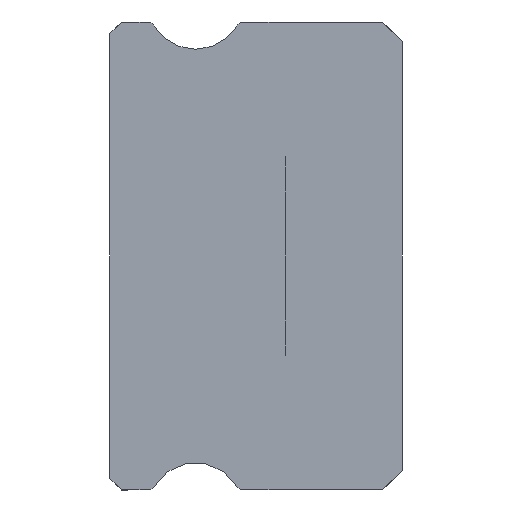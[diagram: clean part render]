
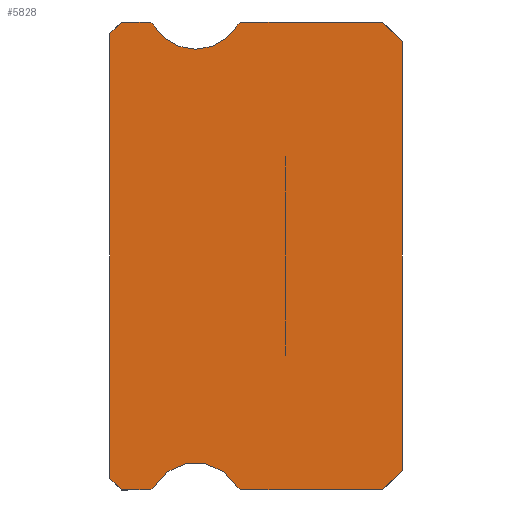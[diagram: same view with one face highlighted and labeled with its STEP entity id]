
A CAD part, left-side view. The second image highlights one B-rep face of the part: STEP entity #5828.
In plain terms, the highlighted planar face has unit normal (-1, 0, 0).
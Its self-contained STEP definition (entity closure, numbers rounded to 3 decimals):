
#64 = VERTEX_POINT ( 'NONE', #8510 ) ;
#66 = CARTESIAN_POINT ( 'NONE',  ( -7.5, 7.2, -6. ) ) ;
#111 = AXIS2_PLACEMENT_3D ( 'NONE', #9483, #2174, #8685 ) ;
#114 = LINE ( 'NONE', #5776, #2380 ) ;
#156 = ORIENTED_EDGE ( 'NONE', *, *, #2948, .F. ) ;
#240 = DIRECTION ( 'NONE',  ( 0., -1., 0. ) ) ;
#242 = CIRCLE ( 'NONE', #5025, 0.15 ) ;
#480 = VERTEX_POINT ( 'NONE', #66 ) ;
#487 = AXIS2_PLACEMENT_3D ( 'NONE', #3516, #6759, #6909 ) ;
#573 = VERTEX_POINT ( 'NONE', #9577 ) ;
#638 = ORIENTED_EDGE ( 'NONE', *, *, #5178, .F. ) ;
#691 = CIRCLE ( 'NONE', #7869, 1.25 ) ;
#914 = LINE ( 'NONE', #4162, #9540 ) ;
#927 = ORIENTED_EDGE ( 'NONE', *, *, #9015, .F. ) ;
#955 = CARTESIAN_POINT ( 'NONE',  ( -7.5, 6.512, 6. ) ) ;
#988 = ORIENTED_EDGE ( 'NONE', *, *, #1397, .T. ) ;
#995 = AXIS2_PLACEMENT_3D ( 'NONE', #8795, #9656, #5526 ) ;
#1144 = CARTESIAN_POINT ( 'NONE',  ( -7.5, 4.217, -5.925 ) ) ;
#1397 = EDGE_CURVE ( 'NONE', #10146, #3241, #2011, .T. ) ;
#1455 = DIRECTION ( 'NONE',  ( 0., -1., 0. ) ) ;
#1735 = ORIENTED_EDGE ( 'NONE', *, *, #5285, .F. ) ;
#1742 = ORIENTED_EDGE ( 'NONE', *, *, #4081, .F. ) ;
#1808 = LINE ( 'NONE', #955, #3688 ) ;
#1823 = VERTEX_POINT ( 'NONE', #2198 ) ;
#1881 = DIRECTION ( 'NONE',  ( 0., 0., 1. ) ) ;
#2011 = LINE ( 'NONE', #8577, #3645 ) ;
#2013 = PLANE ( 'NONE',  #8445 ) ;
#2071 = DIRECTION ( 'NONE',  ( 0., 0., -1. ) ) ;
#2174 = DIRECTION ( 'NONE',  ( 1., 0., 0. ) ) ;
#2198 = CARTESIAN_POINT ( 'NONE',  ( -7.5, 6.512, -6. ) ) ;
#2344 = VERTEX_POINT ( 'NONE', #9754 ) ;
#2380 = VECTOR ( 'NONE', #9095, 1000. ) ;
#2449 = EDGE_CURVE ( 'NONE', #10146, #3780, #9979, .T. ) ;
#2465 = ORIENTED_EDGE ( 'NONE', *, *, #8489, .F. ) ;
#2496 = VERTEX_POINT ( 'NONE', #1144 ) ;
#2498 = CARTESIAN_POINT ( 'NONE',  ( -7.5, 7.2, 6. ) ) ;
#2576 = CIRCLE ( 'NONE', #6652, 0.15 ) ;
#2600 = CARTESIAN_POINT ( 'NONE',  ( -7.5, 4.088, 6. ) ) ;
#2606 = CARTESIAN_POINT ( 'NONE',  ( -7.5, 0., -5.5 ) ) ;
#2859 = CARTESIAN_POINT ( 'NONE',  ( -7.5, 5.3, 6.55 ) ) ;
#2872 = DIRECTION ( 'NONE',  ( 0., -0.707, -0.707 ) ) ;
#2948 = EDGE_CURVE ( 'NONE', #9364, #5719, #3399, .T. ) ;
#2993 = CARTESIAN_POINT ( 'NONE',  ( -7.5, 5.3, 5.3 ) ) ;
#3019 = DIRECTION ( 'NONE',  ( 0., 1., 0. ) ) ;
#3033 = VECTOR ( 'NONE', #9163, 1000. ) ;
#3241 = VERTEX_POINT ( 'NONE', #7986 ) ;
#3399 = CIRCLE ( 'NONE', #995, 1.25 ) ;
#3416 = ORIENTED_EDGE ( 'NONE', *, *, #4652, .T. ) ;
#3516 = CARTESIAN_POINT ( 'NONE',  ( -7.5, 4.088, 5.85 ) ) ;
#3525 = DIRECTION ( 'NONE',  ( 0., 0., -1. ) ) ;
#3576 = CARTESIAN_POINT ( 'NONE',  ( -7.5, 7.2, -6. ) ) ;
#3645 = VECTOR ( 'NONE', #3661, 1000. ) ;
#3661 = DIRECTION ( 'NONE',  ( 0., 0., 1. ) ) ;
#3688 = VECTOR ( 'NONE', #240, 1000. ) ;
#3721 = LINE ( 'NONE', #5959, #8265 ) ;
#3780 = VERTEX_POINT ( 'NONE', #6176 ) ;
#3887 = EDGE_CURVE ( 'NONE', #9103, #8834, #1808, .T. ) ;
#3988 = ORIENTED_EDGE ( 'NONE', *, *, #8072, .F. ) ;
#4081 = EDGE_CURVE ( 'NONE', #573, #1823, #9849, .T. ) ;
#4162 = CARTESIAN_POINT ( 'NONE',  ( -7.5, 7.5, 5.7 ) ) ;
#4194 = DIRECTION ( 'NONE',  ( 0., 0., -1. ) ) ;
#4305 = CARTESIAN_POINT ( 'NONE',  ( -7.5, 4.088, -5.85 ) ) ;
#4436 = ORIENTED_EDGE ( 'NONE', *, *, #2449, .F. ) ;
#4518 = LINE ( 'NONE', #6166, #8476 ) ;
#4560 = CARTESIAN_POINT ( 'NONE',  ( -7.5, 4.088, -6. ) ) ;
#4652 = EDGE_CURVE ( 'NONE', #480, #1823, #4699, .T. ) ;
#4699 = LINE ( 'NONE', #7984, #5720 ) ;
#4949 = CARTESIAN_POINT ( 'NONE',  ( -7.5, 6.512, 5.85 ) ) ;
#4966 = CARTESIAN_POINT ( 'NONE',  ( -7.5, 5.3, -6.55 ) ) ;
#5025 = AXIS2_PLACEMENT_3D ( 'NONE', #4949, #5042, #4194 ) ;
#5042 = DIRECTION ( 'NONE',  ( 1., 0., 0. ) ) ;
#5091 = ORIENTED_EDGE ( 'NONE', *, *, #8384, .T. ) ;
#5178 = EDGE_CURVE ( 'NONE', #3780, #10515, #3721, .T. ) ;
#5260 = CARTESIAN_POINT ( 'NONE',  ( -7.5, 6.512, 5.85 ) ) ;
#5285 = EDGE_CURVE ( 'NONE', #9913, #9364, #242, .T. ) ;
#5393 = ORIENTED_EDGE ( 'NONE', *, *, #7687, .F. ) ;
#5426 = VERTEX_POINT ( 'NONE', #2498 ) ;
#5526 = DIRECTION ( 'NONE',  ( 0., 0., -1. ) ) ;
#5647 = DIRECTION ( 'NONE',  ( 0., 0., -1. ) ) ;
#5719 = VERTEX_POINT ( 'NONE', #2993 ) ;
#5720 = VECTOR ( 'NONE', #1455, 1000. ) ;
#5776 = CARTESIAN_POINT ( 'NONE',  ( -7.5, 0.5, 6. ) ) ;
#5828 = ADVANCED_FACE ( 'NONE', ( #6159 ), #2013, .F. ) ;
#5959 = CARTESIAN_POINT ( 'NONE',  ( -7.5, 6.512, -6. ) ) ;
#5988 = DIRECTION ( 'NONE',  ( 0., 0., -1. ) ) ;
#5989 = CARTESIAN_POINT ( 'NONE',  ( -7.5, 0.5, 6. ) ) ;
#5990 = EDGE_LOOP ( 'NONE', ( #5091, #10015, #8249, #3416, #1742, #9791, #3988, #638, #4436, #988, #2465, #6018, #5393, #927, #156, #1735, #9930 ) ) ;
#6018 = ORIENTED_EDGE ( 'NONE', *, *, #3887, .F. ) ;
#6048 = DIRECTION ( 'NONE',  ( 1., 0., 0. ) ) ;
#6107 = DIRECTION ( 'NONE',  ( 1., 0., 0. ) ) ;
#6159 = FACE_OUTER_BOUND ( 'NONE', #5990, .T. ) ;
#6166 = CARTESIAN_POINT ( 'NONE',  ( -7.5, 7.5, 5.85 ) ) ;
#6176 = CARTESIAN_POINT ( 'NONE',  ( -7.5, 0.5, -6. ) ) ;
#6439 = VECTOR ( 'NONE', #2872, 1000. ) ;
#6652 = AXIS2_PLACEMENT_3D ( 'NONE', #4305, #6048, #3525 ) ;
#6759 = DIRECTION ( 'NONE',  ( 1., 0., 0. ) ) ;
#6848 = EDGE_CURVE ( 'NONE', #64, #2344, #4518, .T. ) ;
#6909 = DIRECTION ( 'NONE',  ( 0., 0., -1. ) ) ;
#7277 = EDGE_CURVE ( 'NONE', #2496, #573, #8495, .T. ) ;
#7434 = DIRECTION ( 'NONE',  ( 0., 0.707, -0.707 ) ) ;
#7547 = VERTEX_POINT ( 'NONE', #8164 ) ;
#7687 = EDGE_CURVE ( 'NONE', #7547, #9103, #9705, .T. ) ;
#7837 = CARTESIAN_POINT ( 'NONE',  ( -7.5, 7.2, 6. ) ) ;
#7869 = AXIS2_PLACEMENT_3D ( 'NONE', #2859, #9373, #5988 ) ;
#7984 = CARTESIAN_POINT ( 'NONE',  ( -7.5, 6.512, -6. ) ) ;
#7986 = CARTESIAN_POINT ( 'NONE',  ( -7.5, 0., 5.5 ) ) ;
#8072 = EDGE_CURVE ( 'NONE', #10515, #2496, #2576, .T. ) ;
#8083 = EDGE_CURVE ( 'NONE', #64, #480, #10047, .T. ) ;
#8164 = CARTESIAN_POINT ( 'NONE',  ( -7.5, 4.217, 5.925 ) ) ;
#8182 = DIRECTION ( 'NONE',  ( -1., 0., 0. ) ) ;
#8249 = ORIENTED_EDGE ( 'NONE', *, *, #8083, .T. ) ;
#8265 = VECTOR ( 'NONE', #8422, 1000. ) ;
#8384 = EDGE_CURVE ( 'NONE', #5426, #2344, #914, .T. ) ;
#8422 = DIRECTION ( 'NONE',  ( 0., 1., 0. ) ) ;
#8445 = AXIS2_PLACEMENT_3D ( 'NONE', #5260, #6107, #2071 ) ;
#8476 = VECTOR ( 'NONE', #1881, 1000. ) ;
#8489 = EDGE_CURVE ( 'NONE', #8834, #3241, #114, .T. ) ;
#8495 = CIRCLE ( 'NONE', #9876, 1.25 ) ;
#8510 = CARTESIAN_POINT ( 'NONE',  ( -7.5, 7.5, -5.7 ) ) ;
#8518 = LINE ( 'NONE', #7837, #9203 ) ;
#8577 = CARTESIAN_POINT ( 'NONE',  ( -7.5, 0., 5.5 ) ) ;
#8598 = EDGE_CURVE ( 'NONE', #9913, #5426, #8518, .T. ) ;
#8685 = DIRECTION ( 'NONE',  ( 0., 0., -1. ) ) ;
#8795 = CARTESIAN_POINT ( 'NONE',  ( -7.5, 5.3, 6.55 ) ) ;
#8834 = VERTEX_POINT ( 'NONE', #5989 ) ;
#9015 = EDGE_CURVE ( 'NONE', #5719, #7547, #691, .T. ) ;
#9095 = DIRECTION ( 'NONE',  ( 0., -0.707, -0.707 ) ) ;
#9103 = VERTEX_POINT ( 'NONE', #2600 ) ;
#9163 = DIRECTION ( 'NONE',  ( 0., 0.707, -0.707 ) ) ;
#9203 = VECTOR ( 'NONE', #3019, 1000. ) ;
#9364 = VERTEX_POINT ( 'NONE', #9929 ) ;
#9373 = DIRECTION ( 'NONE',  ( -1., 0., 0. ) ) ;
#9483 = CARTESIAN_POINT ( 'NONE',  ( -7.5, 6.512, -5.85 ) ) ;
#9540 = VECTOR ( 'NONE', #7434, 1000. ) ;
#9577 = CARTESIAN_POINT ( 'NONE',  ( -7.5, 6.383, -5.925 ) ) ;
#9656 = DIRECTION ( 'NONE',  ( -1., 0., 0. ) ) ;
#9682 = CARTESIAN_POINT ( 'NONE',  ( -7.5, 6.512, 6. ) ) ;
#9705 = CIRCLE ( 'NONE', #487, 0.15 ) ;
#9754 = CARTESIAN_POINT ( 'NONE',  ( -7.5, 7.5, 5.7 ) ) ;
#9791 = ORIENTED_EDGE ( 'NONE', *, *, #7277, .F. ) ;
#9849 = CIRCLE ( 'NONE', #111, 0.15 ) ;
#9876 = AXIS2_PLACEMENT_3D ( 'NONE', #4966, #8182, #5647 ) ;
#9913 = VERTEX_POINT ( 'NONE', #9682 ) ;
#9929 = CARTESIAN_POINT ( 'NONE',  ( -7.5, 6.383, 5.925 ) ) ;
#9930 = ORIENTED_EDGE ( 'NONE', *, *, #8598, .T. ) ;
#9979 = LINE ( 'NONE', #2606, #3033 ) ;
#10015 = ORIENTED_EDGE ( 'NONE', *, *, #6848, .F. ) ;
#10047 = LINE ( 'NONE', #3576, #6439 ) ;
#10146 = VERTEX_POINT ( 'NONE', #10377 ) ;
#10377 = CARTESIAN_POINT ( 'NONE',  ( -7.5, 0., -5.5 ) ) ;
#10515 = VERTEX_POINT ( 'NONE', #4560 ) ;
